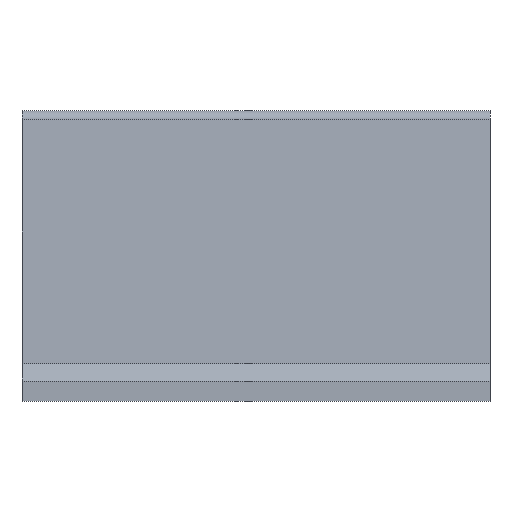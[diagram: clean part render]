
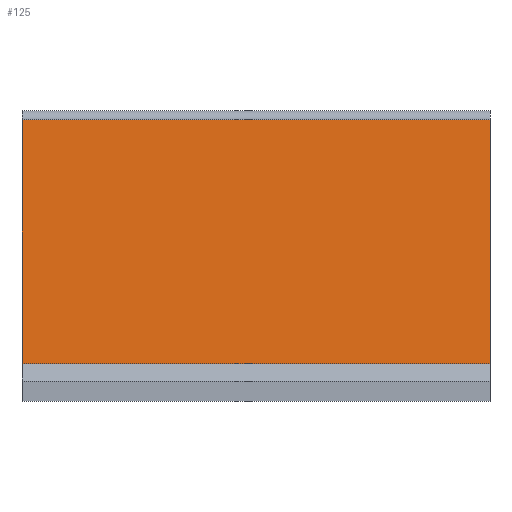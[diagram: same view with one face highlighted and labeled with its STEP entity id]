
A CAD part, left-side view. The second image highlights one B-rep face of the part: STEP entity #125.
In plain terms, the highlighted planar face has unit normal (-0.998, 0, 0.07).
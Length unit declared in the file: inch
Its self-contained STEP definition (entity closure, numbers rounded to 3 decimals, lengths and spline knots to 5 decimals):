
#65=CARTESIAN_POINT('',(3.37171,1.44557,-0.39093));
#66=VERTEX_POINT('',#65);
#73=CARTESIAN_POINT('',(3.37171,2.94557,-0.39093));
#74=VERTEX_POINT('',#73);
#75=CARTESIAN_POINT('',(3.37171,4.44557,-0.39093));
#76=DIRECTION('',(0.,-1.,0.));
#77=VECTOR('',#76,1.);
#78=LINE('',#75,#77);
#79=EDGE_CURVE('',#74,#66,#78,.T.);
#95=ORIENTED_EDGE('',*,*,#79,.T.);
#96=CARTESIAN_POINT('',(3.42644,1.44557,0.39093));
#97=VERTEX_POINT('',#96);
#98=CARTESIAN_POINT('',(3.37171,1.44557,-0.39093));
#99=DIRECTION('',(0.07,0.,0.998));
#100=VECTOR('',#99,1.);
#101=LINE('',#98,#100);
#102=EDGE_CURVE('',#66,#97,#101,.T.);
#103=ORIENTED_EDGE('',*,*,#102,.T.);
#104=CARTESIAN_POINT('',(3.42644,2.94557,0.39093));
#105=VERTEX_POINT('',#104);
#106=CARTESIAN_POINT('',(3.42644,4.44557,0.39093));
#107=DIRECTION('',(0.,-1.,0.));
#108=VECTOR('',#107,1.);
#109=LINE('',#106,#108);
#110=EDGE_CURVE('',#105,#97,#109,.T.);
#111=ORIENTED_EDGE('',*,*,#110,.F.);
#112=CARTESIAN_POINT('',(3.38315,2.94557,-0.22739));
#113=DIRECTION('',(-0.07,0.,-0.998));
#114=VECTOR('',#113,1.);
#115=LINE('',#112,#114);
#116=EDGE_CURVE('',#105,#74,#115,.T.);
#117=ORIENTED_EDGE('',*,*,#116,.T.);
#118=EDGE_LOOP('',(#95,#103,#111,#117));
#119=FACE_OUTER_BOUND('',#118,.T.);
#120=CARTESIAN_POINT('',(3.39907,4.44557,0.));
#121=DIRECTION('',(-0.998,0.,0.07));
#122=DIRECTION('',(-0.07,0.,-0.998));
#123=AXIS2_PLACEMENT_3D('',#120,#121,#122);
#124=PLANE('',#123);
#125=ADVANCED_FACE('',(#119),#124,.T.);
